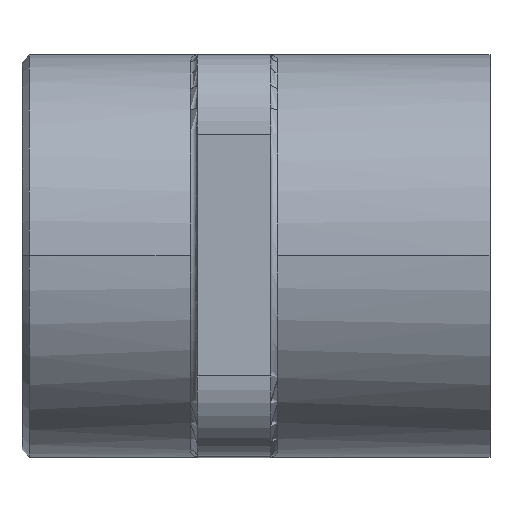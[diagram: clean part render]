
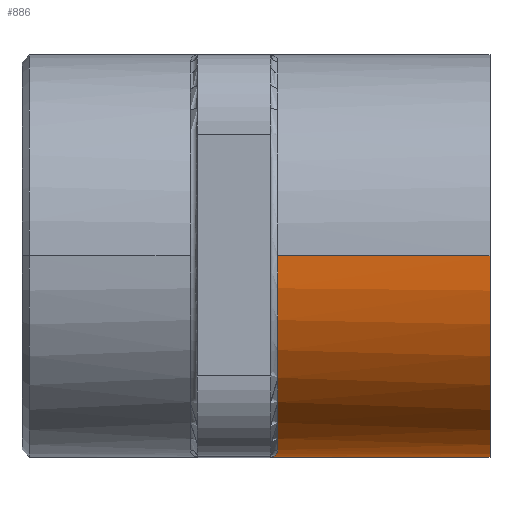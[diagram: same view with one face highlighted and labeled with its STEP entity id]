
A CAD part, top view. The second image highlights one B-rep face of the part: STEP entity #886.
In plain terms, the highlighted cylindrical face has radius 27.5 mm (diameter 55 mm), a partial arc.
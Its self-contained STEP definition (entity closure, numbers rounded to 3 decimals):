
#63 = ORIENTED_EDGE ( 'NONE', *, *, #2020, .F. ) ;
#251 = DIRECTION ( 'NONE',  ( -1., 0., 0. ) ) ;
#268 = VERTEX_POINT ( 'NONE', #364 ) ;
#280 = AXIS2_PLACEMENT_3D ( 'NONE', #1246, #407, #578 ) ;
#286 = CARTESIAN_POINT ( 'NONE',  ( -14., -26.535, -7.221 ) ) ;
#310 = CARTESIAN_POINT ( 'NONE',  ( -14.163, -27.08, -4.827 ) ) ;
#315 = DIRECTION ( 'NONE',  ( 1., 0., 0. ) ) ;
#322 = CARTESIAN_POINT ( 'NONE',  ( -14.528, -27.42, -2.425 ) ) ;
#331 = CARTESIAN_POINT ( 'NONE',  ( -14.041, -26.839, -6.024 ) ) ;
#364 = CARTESIAN_POINT ( 'NONE',  ( 15., 0., -27.5 ) ) ;
#368 = CIRCLE ( 'NONE', #1808, 27.5 ) ;
#407 = DIRECTION ( 'NONE',  ( -1., 0., 0. ) ) ;
#415 = CARTESIAN_POINT ( 'NONE',  ( -14.434, -27.34, 3.026 ) ) ;
#420 = CARTESIAN_POINT ( 'NONE',  ( -94.708, 0., -27.5 ) ) ;
#502 = EDGE_LOOP ( 'NONE', ( #63, #1230, #1401, #2018, #1264, #1249, #507 ) ) ;
#505 = CARTESIAN_POINT ( 'NONE',  ( -15., -27.5, 0. ) ) ;
#507 = ORIENTED_EDGE ( 'NONE', *, *, #2123, .T. ) ;
#551 = EDGE_CURVE ( 'NONE', #1150, #855, #770, .T. ) ;
#566 = CARTESIAN_POINT ( 'NONE',  ( -14., 0., 27.5 ) ) ;
#578 = DIRECTION ( 'NONE',  ( 0., 0., 1. ) ) ;
#611 = CARTESIAN_POINT ( 'NONE',  ( -14.765, -27.5, -1.212 ) ) ;
#612 = CARTESIAN_POINT ( 'NONE',  ( -14., 0., 0. ) ) ;
#697 = CIRCLE ( 'NONE', #1956, 27.5 ) ;
#758 = CARTESIAN_POINT ( 'NONE',  ( -94.708, 0., 27.5 ) ) ;
#770 = LINE ( 'NONE', #758, #1990 ) ;
#855 = VERTEX_POINT ( 'NONE', #566 ) ;
#871 = B_SPLINE_CURVE_WITH_KNOTS ( 'NONE', 3,
 ( #1138, #1103, #1116, #1433, #1822, #415, #1286, #1969, #1444, #927, #1128, #1455 ),
 .UNSPECIFIED., .F., .F.,
 ( 4, 2, 2, 2, 2, 4 ),
 ( 0., 0.002, 0.004, 0.006, 0.006, 0.007 ),
 .UNSPECIFIED. ) ;
#886 = ADVANCED_FACE ( 'NONE', ( #1435 ), #2124, .T. ) ;
#891 = CIRCLE ( 'NONE', #1641, 27.5 ) ;
#927 = CARTESIAN_POINT ( 'NONE',  ( -14.882, -27.495, 0.606 ) ) ;
#1021 = EDGE_CURVE ( 'NONE', #1503, #1360, #2144, .T. ) ;
#1039 = EDGE_CURVE ( 'NONE', #268, #1150, #368, .T. ) ;
#1103 = CARTESIAN_POINT ( 'NONE',  ( -14., -26.698, 6.622 ) ) ;
#1116 = CARTESIAN_POINT ( 'NONE',  ( -14.041, -26.839, 6.024 ) ) ;
#1122 = DIRECTION ( 'NONE',  ( -1., 0., 0. ) ) ;
#1128 = CARTESIAN_POINT ( 'NONE',  ( -14.942, -27.5, 0.301 ) ) ;
#1138 = CARTESIAN_POINT ( 'NONE',  ( -14., -26.535, 7.221 ) ) ;
#1150 = VERTEX_POINT ( 'NONE', #1753 ) ;
#1187 = CARTESIAN_POINT ( 'NONE',  ( -14., 0., 0. ) ) ;
#1193 = CARTESIAN_POINT ( 'NONE',  ( -14.245, -27.18, -4.228 ) ) ;
#1199 = DIRECTION ( 'NONE',  ( 1., 0., 0. ) ) ;
#1230 = ORIENTED_EDGE ( 'NONE', *, *, #1039, .T. ) ;
#1246 = CARTESIAN_POINT ( 'NONE',  ( -94.708, 0., 0. ) ) ;
#1249 = ORIENTED_EDGE ( 'NONE', *, *, #1021, .T. ) ;
#1264 = ORIENTED_EDGE ( 'NONE', *, *, #1446, .T. ) ;
#1286 = CARTESIAN_POINT ( 'NONE',  ( -14.54, -27.4, 2.423 ) ) ;
#1360 = VERTEX_POINT ( 'NONE', #286 ) ;
#1378 = VERTEX_POINT ( 'NONE', #1485 ) ;
#1401 = ORIENTED_EDGE ( 'NONE', *, *, #551, .T. ) ;
#1433 = CARTESIAN_POINT ( 'NONE',  ( -14.163, -27.08, 4.827 ) ) ;
#1435 = FACE_OUTER_BOUND ( 'NONE', #502, .T. ) ;
#1444 = CARTESIAN_POINT ( 'NONE',  ( -14.766, -27.475, 1.212 ) ) ;
#1446 = EDGE_CURVE ( 'NONE', #1378, #1503, #871, .T. ) ;
#1455 = CARTESIAN_POINT ( 'NONE',  ( -15., -27.5, 0. ) ) ;
#1485 = CARTESIAN_POINT ( 'NONE',  ( -14., -26.535, 7.221 ) ) ;
#1503 = VERTEX_POINT ( 'NONE', #1656 ) ;
#1512 = DIRECTION ( 'NONE',  ( -1., 0., 0. ) ) ;
#1532 = CARTESIAN_POINT ( 'NONE',  ( 15., 0., 0. ) ) ;
#1641 = AXIS2_PLACEMENT_3D ( 'NONE', #612, #315, #1826 ) ;
#1656 = CARTESIAN_POINT ( 'NONE',  ( -15., -27.5, 0. ) ) ;
#1686 = CARTESIAN_POINT ( 'NONE',  ( -14., -26.535, -7.221 ) ) ;
#1695 = CARTESIAN_POINT ( 'NONE',  ( -14., -26.698, -6.622 ) ) ;
#1749 = DIRECTION ( 'NONE',  ( 0., 0., -1. ) ) ;
#1753 = CARTESIAN_POINT ( 'NONE',  ( 15., 0., 27.5 ) ) ;
#1808 = AXIS2_PLACEMENT_3D ( 'NONE', #1532, #1512, #2200 ) ;
#1822 = CARTESIAN_POINT ( 'NONE',  ( -14.245, -27.18, 4.228 ) ) ;
#1826 = DIRECTION ( 'NONE',  ( 0., 0., -1. ) ) ;
#1831 = EDGE_CURVE ( 'NONE', #855, #1378, #697, .T. ) ;
#1870 = CARTESIAN_POINT ( 'NONE',  ( -14., 0., -27.5 ) ) ;
#1934 = VERTEX_POINT ( 'NONE', #1870 ) ;
#1956 = AXIS2_PLACEMENT_3D ( 'NONE', #1187, #1199, #1749 ) ;
#1969 = CARTESIAN_POINT ( 'NONE',  ( -14.709, -27.46, 1.515 ) ) ;
#1990 = VECTOR ( 'NONE', #251, 1000. ) ;
#2018 = ORIENTED_EDGE ( 'NONE', *, *, #1831, .T. ) ;
#2020 = EDGE_CURVE ( 'NONE', #268, #1934, #2115, .T. ) ;
#2115 = LINE ( 'NONE', #420, #2225 ) ;
#2123 = EDGE_CURVE ( 'NONE', #1360, #1934, #891, .T. ) ;
#2124 = CYLINDRICAL_SURFACE ( 'NONE', #280, 27.5 ) ;
#2144 = B_SPLINE_CURVE_WITH_KNOTS ( 'NONE', 3,
 ( #505, #611, #322, #1193, #310, #331, #1695, #1686 ),
 .UNSPECIFIED., .F., .F.,
 ( 4, 2, 2, 4 ),
 ( 0., 0.004, 0.006, 0.007 ),
 .UNSPECIFIED. ) ;
#2200 = DIRECTION ( 'NONE',  ( 0., 0., 1. ) ) ;
#2225 = VECTOR ( 'NONE', #1122, 1000. ) ;
